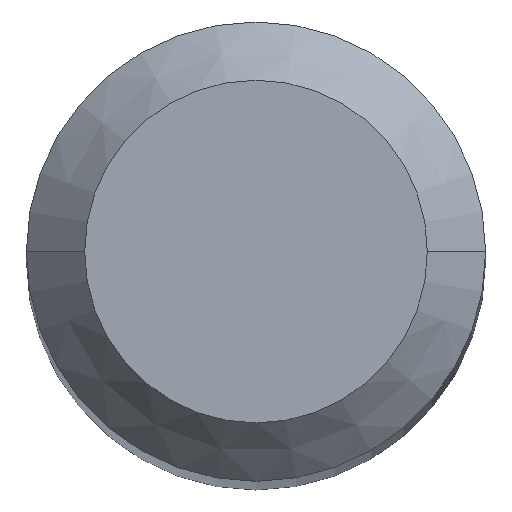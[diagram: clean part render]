
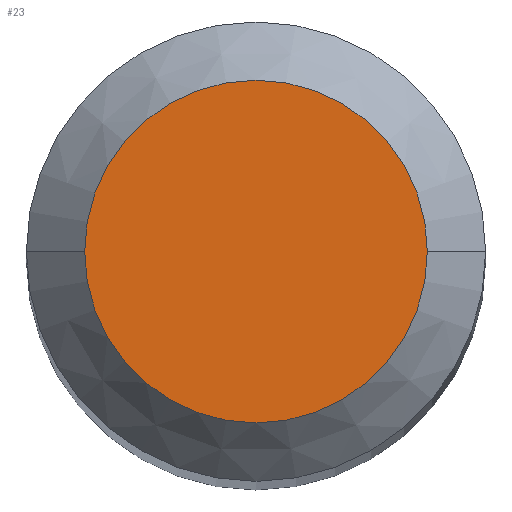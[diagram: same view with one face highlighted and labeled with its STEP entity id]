
A CAD part, top view. The second image highlights one B-rep face of the part: STEP entity #23.
In plain terms, the highlighted planar face has unit normal (0, 0, 1).
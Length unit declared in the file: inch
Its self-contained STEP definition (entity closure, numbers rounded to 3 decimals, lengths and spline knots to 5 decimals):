
#20 = EDGE_LOOP ( 'NONE', ( #415, #358 ) ) ;
#23 = ADVANCED_FACE ( 'NONE', ( #320 ), #149, .F. ) ;
#46 = VERTEX_POINT ( 'NONE', #194 ) ;
#68 = EDGE_CURVE ( 'NONE', #46, #195, #226, .T. ) ;
#108 = DIRECTION ( 'NONE',  ( 1., 0., 0. ) ) ;
#116 = DIRECTION ( 'NONE',  ( 0., 0., 1. ) ) ;
#130 = DIRECTION ( 'NONE',  ( 0., 0., -1. ) ) ;
#149 = PLANE ( 'NONE',  #286 ) ;
#159 = CIRCLE ( 'NONE', #279, 0.04405 ) ;
#188 = DIRECTION ( 'NONE',  ( 0., 0., 1. ) ) ;
#191 = CARTESIAN_POINT ( 'NONE',  ( -0.04405, 0., 0. ) ) ;
#194 = CARTESIAN_POINT ( 'NONE',  ( 0.04405, 0., 0. ) ) ;
#195 = VERTEX_POINT ( 'NONE', #191 ) ;
#199 = EDGE_CURVE ( 'NONE', #195, #46, #159, .T. ) ;
#226 = CIRCLE ( 'NONE', #434, 0.04405 ) ;
#261 = DIRECTION ( 'NONE',  ( -1., 0., 0. ) ) ;
#279 = AXIS2_PLACEMENT_3D ( 'NONE', #309, #188, #336 ) ;
#286 = AXIS2_PLACEMENT_3D ( 'NONE', #307, #130, #261 ) ;
#307 = CARTESIAN_POINT ( 'NONE',  ( 0., 0.04405, 0. ) ) ;
#309 = CARTESIAN_POINT ( 'NONE',  ( 0., 0., 0. ) ) ;
#320 = FACE_OUTER_BOUND ( 'NONE', #20, .T. ) ;
#336 = DIRECTION ( 'NONE',  ( 1., 0., 0. ) ) ;
#358 = ORIENTED_EDGE ( 'NONE', *, *, #68, .T. ) ;
#386 = CARTESIAN_POINT ( 'NONE',  ( 0., 0., 0. ) ) ;
#415 = ORIENTED_EDGE ( 'NONE', *, *, #199, .T. ) ;
#434 = AXIS2_PLACEMENT_3D ( 'NONE', #386, #116, #108 ) ;
